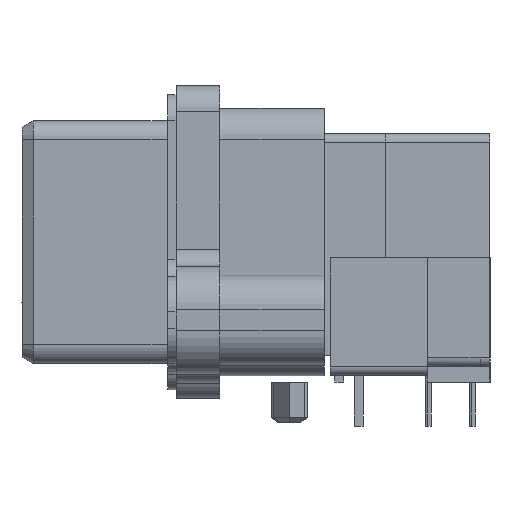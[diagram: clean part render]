
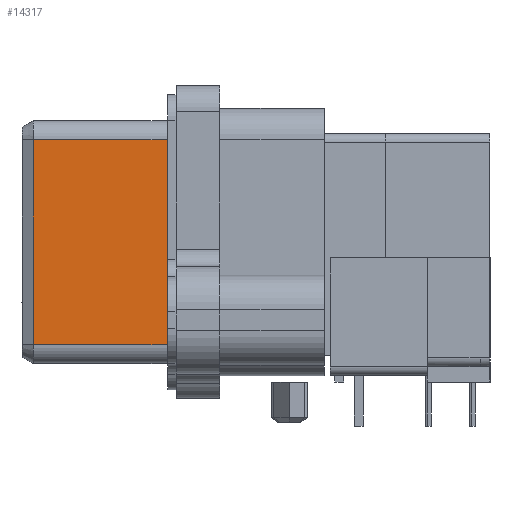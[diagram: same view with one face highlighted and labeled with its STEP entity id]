
A CAD part, left-side view. The second image highlights one B-rep face of the part: STEP entity #14317.
In plain terms, the highlighted planar face has unit normal (-1, 0, 0).
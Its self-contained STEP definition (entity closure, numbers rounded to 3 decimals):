
#407=LINE($,#21455,#1935);
#415=LINE($,#21476,#1943);
#416=LINE($,#21477,#1944);
#417=LINE($,#21478,#1945);
#1935=VECTOR($,#17151,11.8);
#1943=VECTOR($,#17169,11.8);
#1944=VECTOR($,#17170,8.75);
#1945=VECTOR($,#17171,8.75);
#3336=PLANE($,#15389);
#4214=FACE_OUTER_BOUND($,#5094,.T.);
#5094=EDGE_LOOP($,(#10476,#10477,#10478,#10479));
#6586=VERTEX_POINT($,#21452);
#6587=VERTEX_POINT($,#21454);
#6594=VERTEX_POINT($,#21474);
#6595=VERTEX_POINT($,#21475);
#8064=EDGE_CURVE($,#6586,#6587,#407,.T.);
#8074=EDGE_CURVE($,#6594,#6595,#415,.T.);
#8075=EDGE_CURVE($,#6587,#6594,#416,.T.);
#8076=EDGE_CURVE($,#6595,#6586,#417,.T.);
#10476=ORIENTED_EDGE($,*,*,#8074,.F.);
#10477=ORIENTED_EDGE($,*,*,#8075,.F.);
#10478=ORIENTED_EDGE($,*,*,#8064,.F.);
#10479=ORIENTED_EDGE($,*,*,#8076,.F.);
#14317=ADVANCED_FACE($,(#4214),#3336,.F.);
#15389=AXIS2_PLACEMENT_3D($,#21473,#17167,#17168);
#17151=DIRECTION($,(0.,0.,-1.));
#17167=DIRECTION('center_axis',(1.,0.,0.));
#17168=DIRECTION('ref_axis',(0.,1.,0.));
#17169=DIRECTION($,(0.,0.,1.));
#17170=DIRECTION($,(0.,1.,0.));
#17171=DIRECTION($,(0.,-1.,0.));
#21452=CARTESIAN_POINT('',(-8.06,15.269,13.96));
#21454=CARTESIAN_POINT('',(-8.06,15.269,2.16));
#21455=CARTESIAN_POINT($,(-8.06,15.269,8.06));
#21473=CARTESIAN_POINT('Origin',(-8.06,15.269,2.16));
#21474=CARTESIAN_POINT('',(-8.06,24.019,2.16));
#21475=CARTESIAN_POINT('',(-8.06,24.019,13.96));
#21476=CARTESIAN_POINT($,(-8.06,24.019,8.06));
#21477=CARTESIAN_POINT($,(-8.06,19.644,2.16));
#21478=CARTESIAN_POINT($,(-8.06,19.644,13.96));
